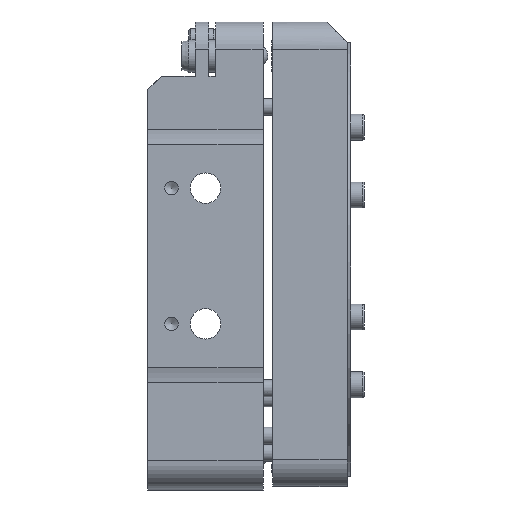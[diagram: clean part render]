
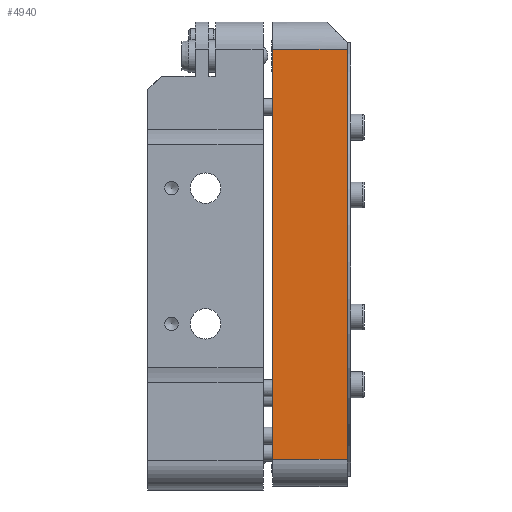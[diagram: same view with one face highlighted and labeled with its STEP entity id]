
A CAD part, front view. The second image highlights one B-rep face of the part: STEP entity #4940.
In plain terms, the highlighted planar face has unit normal (0, -1, 0).
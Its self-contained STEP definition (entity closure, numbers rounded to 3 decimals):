
#332=LINE('',#7756,#668);
#349=LINE('',#7871,#685);
#353=LINE('',#7885,#689);
#361=LINE('',#7908,#697);
#668=VECTOR('',#6122,10.);
#685=VECTOR('',#6259,10.);
#689=VECTOR('',#6275,10.);
#697=VECTOR('',#6303,10.);
#1154=FACE_OUTER_BOUND('',#1446,.T.);
#1446=EDGE_LOOP('',(#3594,#3595,#3596,#3597));
#2119=VERTEX_POINT('',#7742);
#2125=VERTEX_POINT('',#7754);
#2163=VERTEX_POINT('',#7870);
#2167=VERTEX_POINT('',#7883);
#2652=EDGE_CURVE('',#2125,#2119,#332,.T.);
#2708=EDGE_CURVE('',#2119,#2163,#349,.T.);
#2715=EDGE_CURVE('',#2167,#2125,#353,.T.);
#2727=EDGE_CURVE('',#2163,#2167,#361,.T.);
#3594=ORIENTED_EDGE('',*,*,#2708,.F.);
#3595=ORIENTED_EDGE('',*,*,#2652,.F.);
#3596=ORIENTED_EDGE('',*,*,#2715,.F.);
#3597=ORIENTED_EDGE('',*,*,#2727,.F.);
#4796=PLANE('',#5463);
#4940=ADVANCED_FACE('',(#1154),#4796,.T.);
#5463=AXIS2_PLACEMENT_3D('',#7909,#6304,#6305);
#6122=DIRECTION('',(0.,0.,1.));
#6259=DIRECTION('',(1.,0.,0.));
#6275=DIRECTION('',(-1.,0.,0.));
#6303=DIRECTION('',(0.,0.,-1.));
#6304=DIRECTION('center_axis',(0.,-1.,0.));
#6305=DIRECTION('ref_axis',(0.,0.,-1.));
#7742=CARTESIAN_POINT('',(0.,-34.,30.5));
#7754=CARTESIAN_POINT('',(0.,-34.,-30.));
#7756=CARTESIAN_POINT('',(0.,-34.,-34.));
#7870=CARTESIAN_POINT('',(11.,-34.,30.5));
#7871=CARTESIAN_POINT('',(0.,-34.,30.5));
#7883=CARTESIAN_POINT('',(11.,-34.,-30.));
#7885=CARTESIAN_POINT('',(0.,-34.,-30.));
#7908=CARTESIAN_POINT('',(11.,-34.,-34.));
#7909=CARTESIAN_POINT('Origin',(0.,-34.,34.5));
